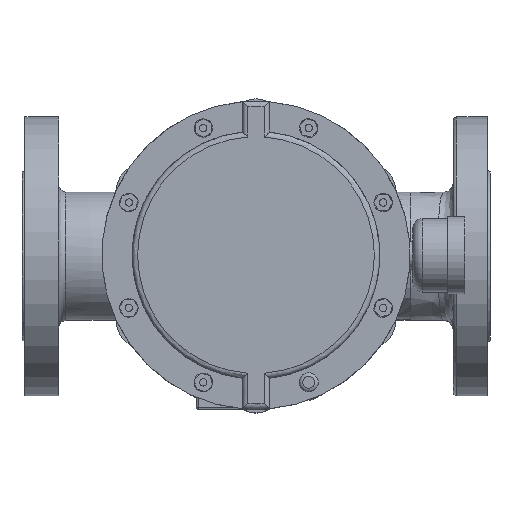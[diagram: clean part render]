
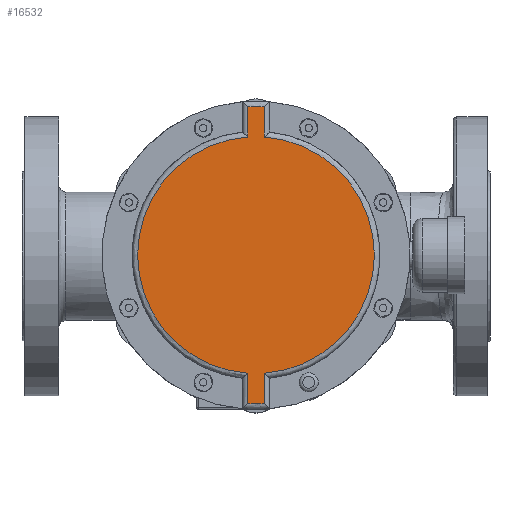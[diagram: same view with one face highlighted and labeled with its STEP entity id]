
A CAD part, top view. The second image highlights one B-rep face of the part: STEP entity #16532.
In plain terms, the highlighted planar face has unit normal (0, 0, 1).
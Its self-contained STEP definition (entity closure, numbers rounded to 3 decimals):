
#334=LINE('',#25366,#1840);
#336=LINE('',#25438,#1842);
#339=LINE('',#25444,#1845);
#341=LINE('',#25480,#1847);
#1840=VECTOR('',#19483,16.532);
#1842=VECTOR('',#19499,16.532);
#1845=VECTOR('',#19504,16.532);
#1847=VECTOR('',#19514,16.532);
#3713=PLANE('',#17651);
#4455=FACE_OUTER_BOUND('',#5533,.T.);
#5533=EDGE_LOOP('',(#11888,#11889,#11890,#11891,#11892,#11893,#11894,#11895));
#7063=CIRCLE('',#17629,64.5);
#7064=CIRCLE('',#17632,81.);
#7067=CIRCLE('',#17636,64.5);
#7069=CIRCLE('',#17641,81.);
#7826=VERTEX_POINT('',#25333);
#7827=VERTEX_POINT('',#25348);
#7828=VERTEX_POINT('',#25365);
#7830=VERTEX_POINT('',#25384);
#7834=VERTEX_POINT('',#25406);
#7835=VERTEX_POINT('',#25421);
#7837=VERTEX_POINT('',#25443);
#7839=VERTEX_POINT('',#25462);
#9431=EDGE_CURVE('',#7826,#7827,#7063,.T.);
#9433=EDGE_CURVE('',#7827,#7828,#334,.T.);
#9436=EDGE_CURVE('',#7828,#7830,#7064,.T.);
#9441=EDGE_CURVE('',#7834,#7835,#7067,.T.);
#9443=EDGE_CURVE('',#7830,#7834,#336,.T.);
#9446=EDGE_CURVE('',#7835,#7837,#339,.T.);
#9449=EDGE_CURVE('',#7837,#7839,#7069,.T.);
#9452=EDGE_CURVE('',#7839,#7826,#341,.T.);
#11888=ORIENTED_EDGE('',*,*,#9441,.F.);
#11889=ORIENTED_EDGE('',*,*,#9443,.F.);
#11890=ORIENTED_EDGE('',*,*,#9436,.F.);
#11891=ORIENTED_EDGE('',*,*,#9433,.F.);
#11892=ORIENTED_EDGE('',*,*,#9431,.F.);
#11893=ORIENTED_EDGE('',*,*,#9452,.F.);
#11894=ORIENTED_EDGE('',*,*,#9449,.F.);
#11895=ORIENTED_EDGE('',*,*,#9446,.F.);
#16532=ADVANCED_FACE('',(#4455),#3713,.T.);
#17629=AXIS2_PLACEMENT_3D('',#25349,#19479,#19480);
#17632=AXIS2_PLACEMENT_3D('',#25385,#19487,#19488);
#17636=AXIS2_PLACEMENT_3D('',#25422,#19495,#19496);
#17641=AXIS2_PLACEMENT_3D('',#25463,#19509,#19510);
#17651=AXIS2_PLACEMENT_3D('',#25506,#19540,#19541);
#19479=DIRECTION('center_axis',(0.,0.,-1.));
#19480=DIRECTION('ref_axis',(-1.,0.,0.));
#19483=DIRECTION('',(0.,1.,0.));
#19487=DIRECTION('center_axis',(0.,0.,-1.));
#19488=DIRECTION('ref_axis',(0.,1.,0.));
#19495=DIRECTION('center_axis',(0.,0.,-1.));
#19496=DIRECTION('ref_axis',(1.,0.,0.));
#19499=DIRECTION('',(0.,-1.,0.));
#19504=DIRECTION('',(0.,-1.,0.));
#19509=DIRECTION('center_axis',(0.,0.,-1.));
#19510=DIRECTION('ref_axis',(0.,-1.,0.));
#19514=DIRECTION('',(0.,1.,0.));
#19540=DIRECTION('center_axis',(0.,0.,1.));
#19541=DIRECTION('ref_axis',(1.,0.,0.));
#25333=CARTESIAN_POINT('',(-4.5,-64.343,468.));
#25348=CARTESIAN_POINT('',(-4.5,64.343,468.));
#25349=CARTESIAN_POINT('Origin',(0.,0.,468.));
#25365=CARTESIAN_POINT('',(-4.5,80.875,468.));
#25366=CARTESIAN_POINT('',(-4.5,0.,468.));
#25384=CARTESIAN_POINT('',(4.5,80.875,468.));
#25385=CARTESIAN_POINT('Origin',(0.,0.,468.));
#25406=CARTESIAN_POINT('',(4.5,64.343,468.));
#25421=CARTESIAN_POINT('',(4.5,-64.343,468.));
#25422=CARTESIAN_POINT('Origin',(0.,0.,468.));
#25438=CARTESIAN_POINT('',(4.5,0.,468.));
#25443=CARTESIAN_POINT('',(4.5,-80.875,468.));
#25444=CARTESIAN_POINT('',(4.5,0.,468.));
#25462=CARTESIAN_POINT('',(-4.5,-80.875,468.));
#25463=CARTESIAN_POINT('Origin',(0.,0.,468.));
#25480=CARTESIAN_POINT('',(-4.5,0.,468.));
#25506=CARTESIAN_POINT('Origin',(0.,0.,
468.));
